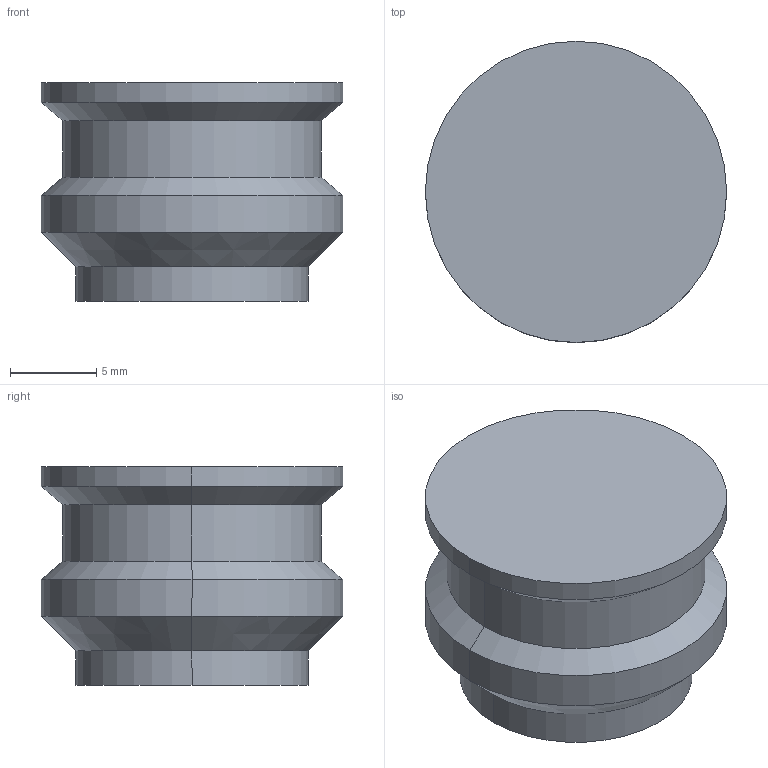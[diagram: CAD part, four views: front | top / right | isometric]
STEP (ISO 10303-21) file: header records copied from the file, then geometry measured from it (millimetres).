
FILE_DESCRIPTION (( 'STEP AP203' ), '1' );
FILE_NAME ('WheelRim.step', '2023-12-14T19:38:32', ( '' ), ( '' ), 'SwSTEP 2.0', 'SolidWorks 2022', '' );
FILE_SCHEMA (( 'CONFIG_CONTROL_DESIGN' ));
Length unit declared in the file: millimetre
Products named in the file (1): WheelRim
Bounding box: 17.5 x 17.5 x 12.7 mm (x, y, z)
Volume: 2354.1 mm3; surface area: 1220.9 mm2
Topology: 1 solids, 1 shells, 21 faces, 42 edges, 24 vertices
Faces by surface type: cylinder 10, cone 6, plane 5
Entity records: 617 total; most frequent: DIRECTION 106, CARTESIAN_POINT 88, ORIENTED_EDGE 84, EDGE_CURVE 42, AXIS2_PLACEMENT_3D 42, VERTEX_POINT 24, VECTOR 22, EDGE_LOOP 22
